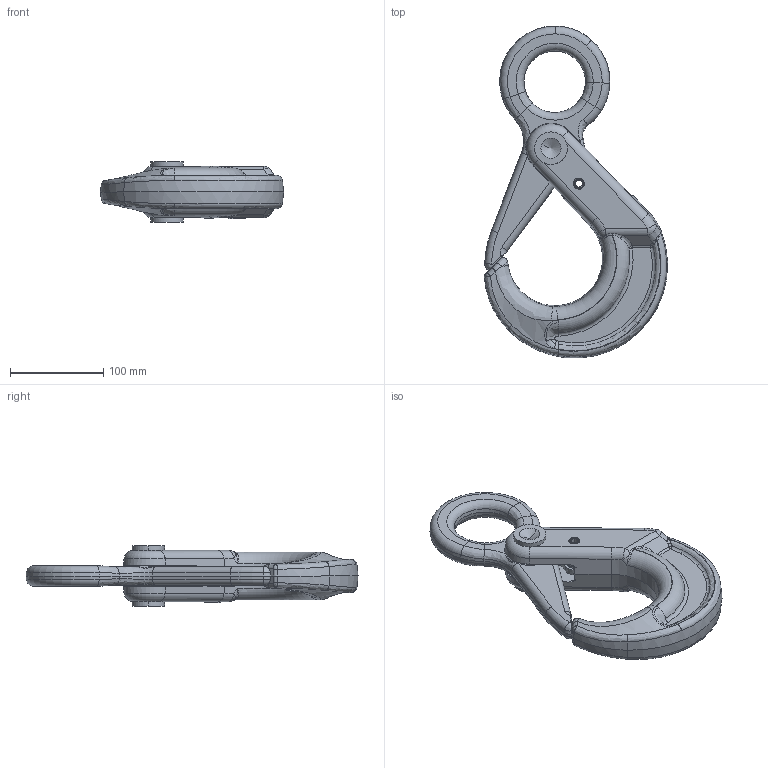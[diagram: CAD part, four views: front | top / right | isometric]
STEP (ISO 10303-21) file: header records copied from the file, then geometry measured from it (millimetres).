
FILE_DESCRIPTION((''),'2;1');
FILE_NAME('CROSBY_1316_075-18-22MM_1022942','2007-08-15T',('ADoughty'),('The Crosby Group, Inc.'),'PRO/ENGINEER BY PARAMETRIC TECHNOLOGY CORPORATION, 2006080','PRO/ENGINEER BY PARAMETRIC TECHNOLOGY CORPORATION, 2006080','');
FILE_SCHEMA(('CONFIG_CONTROL_DESIGN'));
Length unit declared in the file: inch
Products named in the file (1): CROSBY_1316_075-18-22MM_1022942
Bounding box: 196.95 x 356.92 x 65 mm (x, y, z)
Volume: 1078968.3 mm3; surface area: 144362.3 mm2
Topology: 2 solids, 2 shells, 780 faces, 2045 edges, 1308 vertices
Faces by surface type: plane 371, extrusion 132, bspline 101, cone 60, cylinder 58, torus 50, sphere 8
Entity records: 35346 total; most frequent: CARTESIAN_POINT 17431, ORIENTED_EDGE 4054, DIRECTION 2977, EDGE_CURVE 2027, VERTEX_POINT 1308, VECTOR 1223, LINE 1091, AXIS2_PLACEMENT_3D 877
